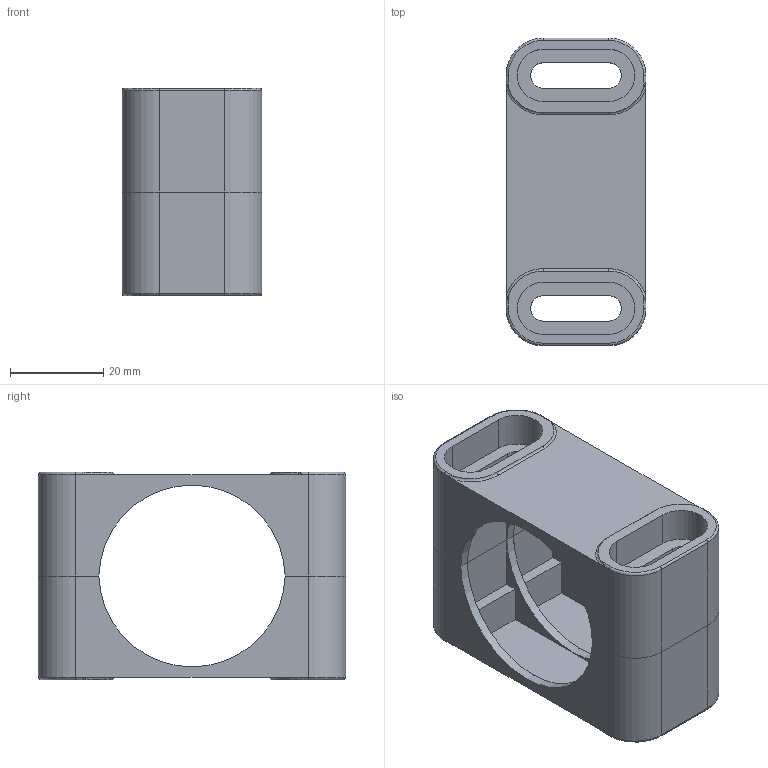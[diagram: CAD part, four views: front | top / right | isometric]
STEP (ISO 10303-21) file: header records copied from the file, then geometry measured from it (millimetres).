
FILE_DESCRIPTION((''),'2;1');
FILE_NAME('DM_CAD-3202_ASM','2017-10-20T',('creinig-se'),(''),'PRO/ENGINEER BY PARAMETRIC TECHNOLOGY CORPORATION, 2015440','PRO/ENGINEER BY PARAMETRIC TECHNOLOGY CORPORATION, 2015440','');
FILE_SCHEMA(('CONFIG_CONTROL_DESIGN'));
Length unit declared in the file: millimetre
Products named in the file (2): DM_CAD-3202; DM_CAD-3202_ASM
Assembly tree (2 placements, depth 2):
  DM_CAD-3202_ASM
    DM_CAD-3202  x2
Bounding box: 30 x 66 x 44.5 mm (x, y, z)
Volume: 27733.7 mm3; surface area: 20322.7 mm2
Topology: 2 solids, 2 shells, 172 faces, 466 edges, 344 vertices
Faces by surface type: plane 78, cylinder 62, torus 24, sphere 8
Entity records: 4243 total; most frequent: CARTESIAN_POINT 636, DIRECTION 493, ORIENTED_EDGE 416, PRESENTATION_STYLE_ASSIGNMENT 319, STYLED_ITEM 319, CURVE_STYLE 231, EDGE_CURVE 208, AXIS2_PLACEMENT_3D 175
